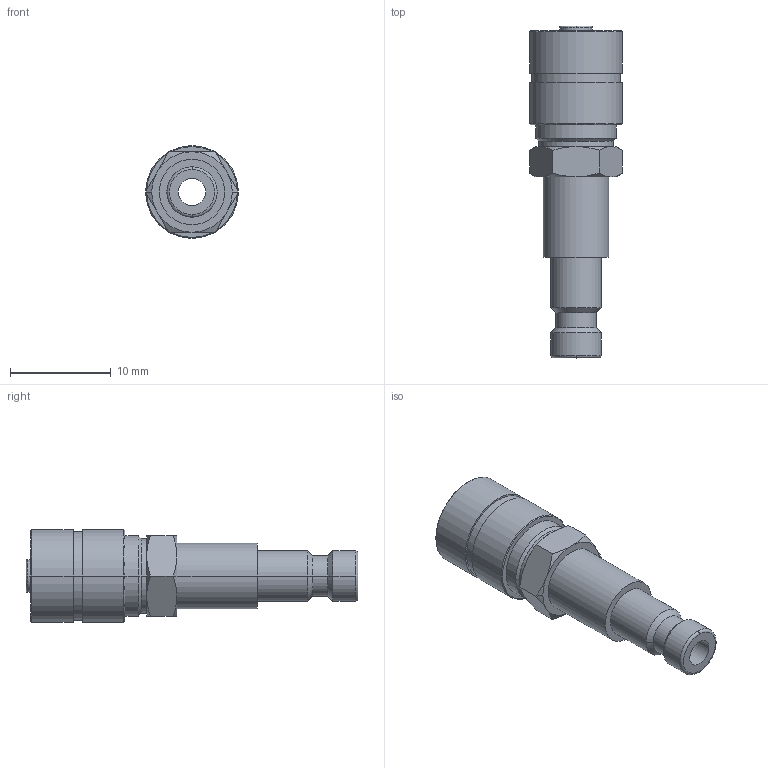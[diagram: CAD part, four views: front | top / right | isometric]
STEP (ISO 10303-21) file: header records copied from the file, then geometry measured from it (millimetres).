
FILE_DESCRIPTION(('STEP AP214'),'1');
FILE_NAME('esmcn_4_sqab.stp','2020-04-23T07:28:27',('TraceParts'),('TraceParts S.A.'),'Spatial InterOp 3D',' ',' ');
FILE_SCHEMA(('automotive_design'));
Length unit declared in the file: millimetre
Products named in the file (1): 1
Bounding box: 9.24 x 33 x 9.2 mm (x, y, z)
Volume: 1149.1 mm3; surface area: 1151.4 mm2
Topology: 1 solids, 1 shells, 67 faces, 144 edges, 86 vertices
Faces by surface type: cone 26, cylinder 22, plane 15, torus 4
Entity records: 2396 total; most frequent: CARTESIAN_POINT 394, DIRECTION 334, ORIENTED_EDGE 288, AXIS2_PLACEMENT_3D 146, EDGE_CURVE 144, VERTEX_POINT 86, CIRCLE 78, EDGE_LOOP 76
